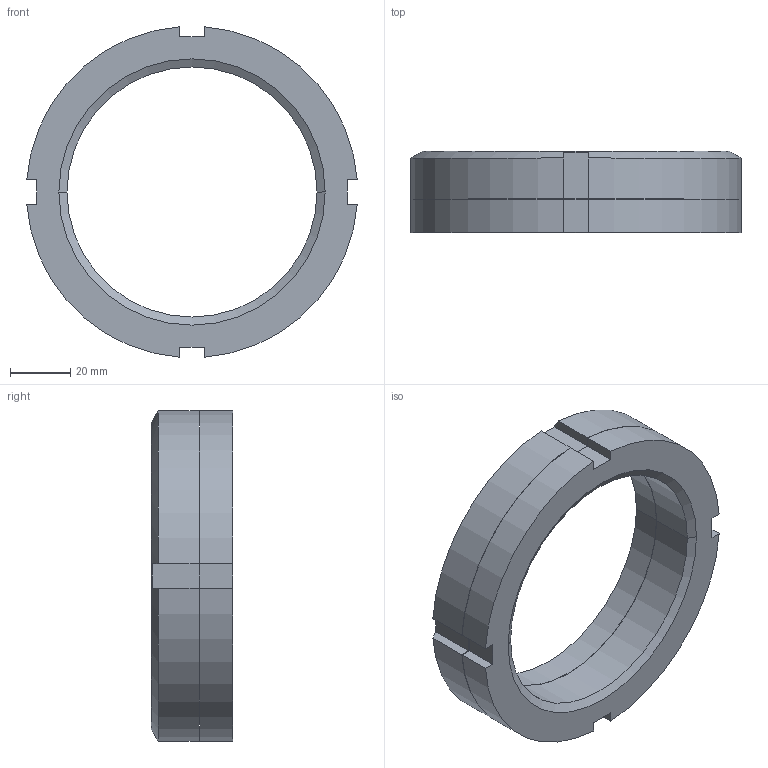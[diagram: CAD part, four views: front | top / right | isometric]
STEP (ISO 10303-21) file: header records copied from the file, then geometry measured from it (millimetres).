
FILE_DESCRIPTION((''),'2;1');
FILE_NAME('1RSTD0853____0','2019-10-29T15:21:25',('kim.bk'),(''),'CREO PARAMETRIC BY PTC INC, 2019010','CREO PARAMETRIC BY PTC INC, 2019010','');
FILE_SCHEMA(('CONFIG_CONTROL_DESIGN'));
Length unit declared in the file: millimetre
Products named in the file (1): 1RSTD0853____0
Bounding box: 109.71 x 27 x 109.71 mm (x, y, z)
Volume: 104552.7 mm3; surface area: 34180.1 mm2
Topology: 2 solids, 2 shells, 422 faces, 1190 edges, 792 vertices
Faces by surface type: plane 400, cylinder 12, cone 10
Entity records: 13448 total; most frequent: CARTESIAN_POINT 2456, ORIENTED_EDGE 2380, DIRECTION 2058, EDGE_CURVE 1190, VECTOR 1138, LINE 1138, VERTEX_POINT 792, AXIS2_PLACEMENT_3D 460
